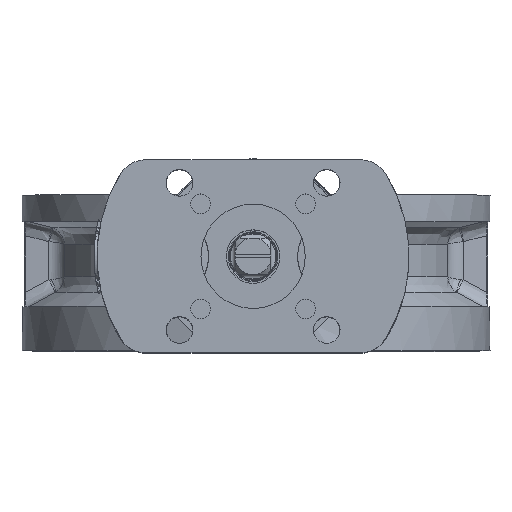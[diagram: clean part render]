
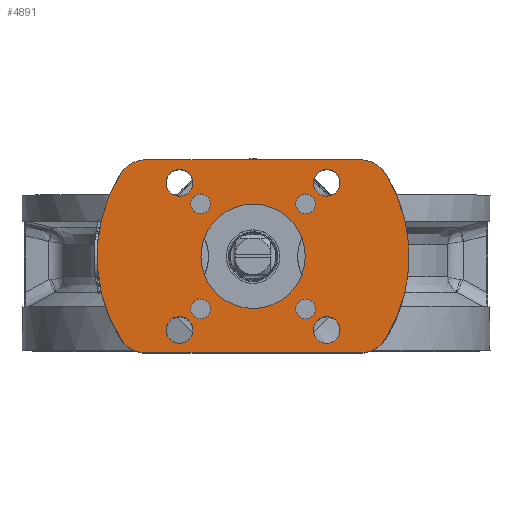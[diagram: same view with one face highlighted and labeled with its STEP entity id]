
A CAD part, top view. The second image highlights one B-rep face of the part: STEP entity #4891.
In plain terms, the highlighted planar face has unit normal (0, 0, 1).
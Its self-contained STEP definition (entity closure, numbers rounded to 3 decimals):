
#4715=CARTESIAN_POINT('',(51.501,-32.501,236.));
#4716=DIRECTION('',(0.0,0.0,-1.0));
#4717=DIRECTION('',(0.0,1.0,0.0));
#4718=AXIS2_PLACEMENT_3D('',#4715,#4716,#4717);
#4719=PLANE('',#4718);
#4720=CARTESIAN_POINT('',(-45.539,27.794,236.));
#4721=VERTEX_POINT('',#4720);
#4722=CARTESIAN_POINT('',(-45.539,-27.794,236.));
#4723=VERTEX_POINT('',#4722);
#4724=CARTESIAN_POINT('',(-1.,0.,236.));
#4725=DIRECTION('',(0.0,0.0,1.0));
#4726=DIRECTION('',(-1.0,0.0,0.0));
#4727=AXIS2_PLACEMENT_3D('',#4724,#4725,#4726);
#4728=CIRCLE('',#4727,52.5);
#4729=EDGE_CURVE('',#4721,#4723,#4728,.T.);
#4730=ORIENTED_EDGE('',*,*,#4729,.T.);
#4731=CARTESIAN_POINT('',(-37.056,-32.5,236.));
#4732=VERTEX_POINT('',#4731);
#4733=CARTESIAN_POINT('',(-37.056,-22.5,236.));
#4734=DIRECTION('',(0.,0.,1.0));
#4735=DIRECTION('',(-0.485,-0.874,0.));
#4736=AXIS2_PLACEMENT_3D('',#4733,#4734,#4735);
#4737=CIRCLE('',#4736,10.0);
#4738=EDGE_CURVE('',#4723,#4732,#4737,.T.);
#4739=ORIENTED_EDGE('',*,*,#4738,.T.);
#4740=CARTESIAN_POINT('',(35.056,-32.5,236.));
#4741=VERTEX_POINT('',#4740);
#4742=CARTESIAN_POINT('',(-37.056,-32.5,236.));
#4743=DIRECTION('',(1.0,0.0,0.0));
#4744=VECTOR('',#4743,72.111);
#4745=LINE('',#4742,#4744);
#4746=EDGE_CURVE('',#4732,#4741,#4745,.T.);
#4747=ORIENTED_EDGE('',*,*,#4746,.T.);
#4748=CARTESIAN_POINT('',(43.539,-27.794,236.));
#4749=VERTEX_POINT('',#4748);
#4750=CARTESIAN_POINT('',(35.056,-22.5,236.));
#4751=DIRECTION('',(0.,0.,1.));
#4752=DIRECTION('',(0.485,-0.874,0.));
#4753=AXIS2_PLACEMENT_3D('',#4750,#4751,#4752);
#4754=CIRCLE('',#4753,10.);
#4755=EDGE_CURVE('',#4741,#4749,#4754,.T.);
#4756=ORIENTED_EDGE('',*,*,#4755,.T.);
#4757=CARTESIAN_POINT('',(43.539,27.794,236.));
#4758=VERTEX_POINT('',#4757);
#4759=CARTESIAN_POINT('',(-1.,0.,236.));
#4760=DIRECTION('',(0.0,0.0,1.0));
#4761=DIRECTION('',(1.0,0.0,0.0));
#4762=AXIS2_PLACEMENT_3D('',#4759,#4760,#4761);
#4763=CIRCLE('',#4762,52.5);
#4764=EDGE_CURVE('',#4749,#4758,#4763,.T.);
#4765=ORIENTED_EDGE('',*,*,#4764,.T.);
#4766=CARTESIAN_POINT('',(35.056,32.5,236.));
#4767=VERTEX_POINT('',#4766);
#4768=CARTESIAN_POINT('',(35.056,22.5,236.));
#4769=DIRECTION('',(0.,0.,1.0));
#4770=DIRECTION('',(0.485,0.874,0.));
#4771=AXIS2_PLACEMENT_3D('',#4768,#4769,#4770);
#4772=CIRCLE('',#4771,10.0);
#4773=EDGE_CURVE('',#4758,#4767,#4772,.T.);
#4774=ORIENTED_EDGE('',*,*,#4773,.T.);
#4775=CARTESIAN_POINT('',(-37.056,32.5,236.));
#4776=VERTEX_POINT('',#4775);
#4777=CARTESIAN_POINT('',(35.056,32.5,236.));
#4778=DIRECTION('',(-1.0,0.0,0.0));
#4779=VECTOR('',#4778,72.111);
#4780=LINE('',#4777,#4779);
#4781=EDGE_CURVE('',#4767,#4776,#4780,.T.);
#4782=ORIENTED_EDGE('',*,*,#4781,.T.);
#4783=CARTESIAN_POINT('',(-37.056,22.5,236.));
#4784=DIRECTION('',(0.,0.,1.));
#4785=DIRECTION('',(-0.485,0.874,0.));
#4786=AXIS2_PLACEMENT_3D('',#4783,#4784,#4785);
#4787=CIRCLE('',#4786,10.0);
#4788=EDGE_CURVE('',#4776,#4721,#4787,.T.);
#4789=ORIENTED_EDGE('',*,*,#4788,.T.);
#4790=EDGE_LOOP('',(#4730,#4739,#4747,#4756,#4765,#4774,#4782,#4789));
#4791=FACE_OUTER_BOUND('',#4790,.T.);
#4792=CARTESIAN_POINT('',(16.55,0.,236.));
#4793=VERTEX_POINT('',#4792);
#4794=CARTESIAN_POINT('',(-1.,0.,236.));
#4795=DIRECTION('',(0.0,0.0,1.0));
#4796=DIRECTION('',(-1.0,0.0,0.0));
#4797=AXIS2_PLACEMENT_3D('',#4794,#4795,#4796);
#4798=CIRCLE('',#4797,17.55);
#4799=EDGE_CURVE('',#4793,#4793,#4798,.T.);
#4800=ORIENTED_EDGE('',*,*,#4799,.F.);
#4801=EDGE_LOOP('',(#4800));
#4802=FACE_BOUND('',#4801,.T.);
#4803=CARTESIAN_POINT('',(-21.978,17.678,236.));
#4804=VERTEX_POINT('',#4803);
#4805=CARTESIAN_POINT('',(-18.678,17.678,236.));
#4806=DIRECTION('',(0.0,0.0,1.0));
#4807=DIRECTION('',(1.0,0.0,0.0));
#4808=AXIS2_PLACEMENT_3D('',#4805,#4806,#4807);
#4809=CIRCLE('',#4808,3.3);
#4810=EDGE_CURVE('',#4804,#4804,#4809,.T.);
#4811=ORIENTED_EDGE('',*,*,#4810,.F.);
#4812=EDGE_LOOP('',(#4811));
#4813=FACE_BOUND('',#4812,.T.);
#4814=CARTESIAN_POINT('',(13.378,-17.678,236.));
#4815=VERTEX_POINT('',#4814);
#4816=CARTESIAN_POINT('',(16.678,-17.678,236.));
#4817=DIRECTION('',(0.0,0.0,1.0));
#4818=DIRECTION('',(1.0,0.0,0.0));
#4819=AXIS2_PLACEMENT_3D('',#4816,#4817,#4818);
#4820=CIRCLE('',#4819,3.3);
#4821=EDGE_CURVE('',#4815,#4815,#4820,.T.);
#4822=ORIENTED_EDGE('',*,*,#4821,.F.);
#4823=EDGE_LOOP('',(#4822));
#4824=FACE_BOUND('',#4823,.T.);
#4825=CARTESIAN_POINT('',(13.378,17.678,236.));
#4826=VERTEX_POINT('',#4825);
#4827=CARTESIAN_POINT('',(16.678,17.678,236.));
#4828=DIRECTION('',(0.0,0.0,1.0));
#4829=DIRECTION('',(1.0,0.0,0.0));
#4830=AXIS2_PLACEMENT_3D('',#4827,#4828,#4829);
#4831=CIRCLE('',#4830,3.3);
#4832=EDGE_CURVE('',#4826,#4826,#4831,.T.);
#4833=ORIENTED_EDGE('',*,*,#4832,.F.);
#4834=EDGE_LOOP('',(#4833));
#4835=FACE_BOUND('',#4834,.T.);
#4836=CARTESIAN_POINT('',(-21.978,-17.678,236.));
#4837=VERTEX_POINT('',#4836);
#4838=CARTESIAN_POINT('',(-18.678,-17.678,236.));
#4839=DIRECTION('',(0.0,0.0,1.0));
#4840=DIRECTION('',(1.0,0.0,0.0));
#4841=AXIS2_PLACEMENT_3D('',#4838,#4839,#4840);
#4842=CIRCLE('',#4841,3.3);
#4843=EDGE_CURVE('',#4837,#4837,#4842,.T.);
#4844=ORIENTED_EDGE('',*,*,#4843,.F.);
#4845=EDGE_LOOP('',(#4844));
#4846=FACE_BOUND('',#4845,.T.);
#4847=CARTESIAN_POINT('',(19.249,24.749,236.));
#4848=VERTEX_POINT('',#4847);
#4849=CARTESIAN_POINT('',(23.749,24.749,236.));
#4850=DIRECTION('',(0.0,0.0,1.0));
#4851=DIRECTION('',(1.0,0.0,0.0));
#4852=AXIS2_PLACEMENT_3D('',#4849,#4850,#4851);
#4853=CIRCLE('',#4852,4.5);
#4854=EDGE_CURVE('',#4848,#4848,#4853,.T.);
#4855=ORIENTED_EDGE('',*,*,#4854,.F.);
#4856=EDGE_LOOP('',(#4855));
#4857=FACE_BOUND('',#4856,.T.);
#4858=CARTESIAN_POINT('',(19.249,-24.749,236.));
#4859=VERTEX_POINT('',#4858);
#4860=CARTESIAN_POINT('',(23.749,-24.749,236.));
#4861=DIRECTION('',(0.0,0.0,1.0));
#4862=DIRECTION('',(1.0,0.0,0.0));
#4863=AXIS2_PLACEMENT_3D('',#4860,#4861,#4862);
#4864=CIRCLE('',#4863,4.5);
#4865=EDGE_CURVE('',#4859,#4859,#4864,.T.);
#4866=ORIENTED_EDGE('',*,*,#4865,.F.);
#4867=EDGE_LOOP('',(#4866));
#4868=FACE_BOUND('',#4867,.T.);
#4869=CARTESIAN_POINT('',(-30.249,-24.749,236.));
#4870=VERTEX_POINT('',#4869);
#4871=CARTESIAN_POINT('',(-25.749,-24.749,236.));
#4872=DIRECTION('',(0.0,0.0,1.0));
#4873=DIRECTION('',(1.0,0.0,0.0));
#4874=AXIS2_PLACEMENT_3D('',#4871,#4872,#4873);
#4875=CIRCLE('',#4874,4.5);
#4876=EDGE_CURVE('',#4870,#4870,#4875,.T.);
#4877=ORIENTED_EDGE('',*,*,#4876,.F.);
#4878=EDGE_LOOP('',(#4877));
#4879=FACE_BOUND('',#4878,.T.);
#4880=CARTESIAN_POINT('',(-30.249,24.749,236.));
#4881=VERTEX_POINT('',#4880);
#4882=CARTESIAN_POINT('',(-25.749,24.749,236.));
#4883=DIRECTION('',(0.0,0.0,1.0));
#4884=DIRECTION('',(1.0,0.0,0.0));
#4885=AXIS2_PLACEMENT_3D('',#4882,#4883,#4884);
#4886=CIRCLE('',#4885,4.5);
#4887=EDGE_CURVE('',#4881,#4881,#4886,.T.);
#4888=ORIENTED_EDGE('',*,*,#4887,.F.);
#4889=EDGE_LOOP('',(#4888));
#4890=FACE_BOUND('',#4889,.T.);
#4891=ADVANCED_FACE('',(#4791,#4802,#4813,#4824,#4835,#4846,#4857,#4868,#4879,#4890),#4719,.F.);
